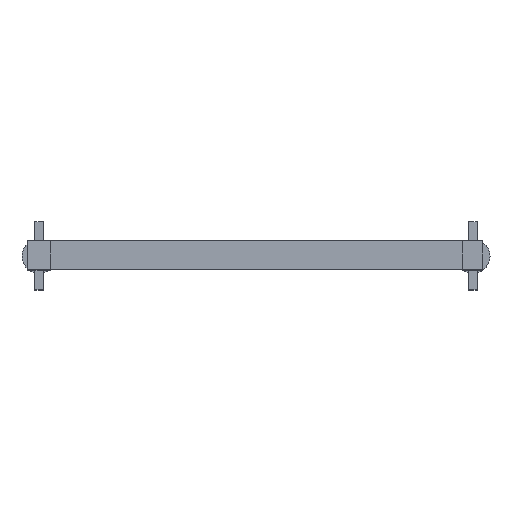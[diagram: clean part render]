
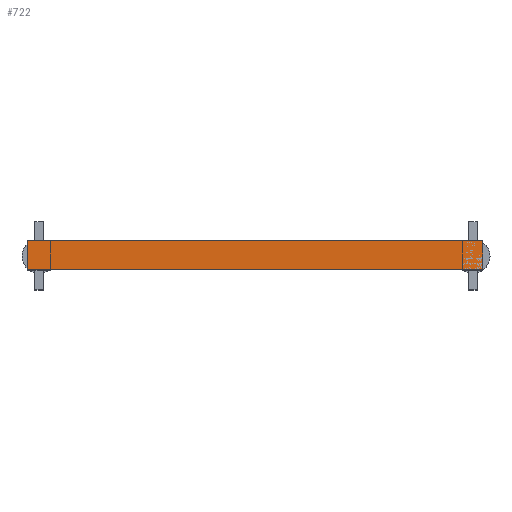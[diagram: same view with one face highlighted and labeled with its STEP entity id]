
A CAD part, top view. The second image highlights one B-rep face of the part: STEP entity #722.
In plain terms, the highlighted planar face has unit normal (0, 0, 1).
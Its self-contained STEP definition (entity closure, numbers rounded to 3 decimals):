
#408 = VERTEX_POINT('',#409);
#409 = CARTESIAN_POINT('',(0.,0.,0.8));
#416 = PLANE('',#417);
#417 = AXIS2_PLACEMENT_3D('',#418,#419,#420);
#418 = CARTESIAN_POINT('',(0.,0.,0.));
#419 = DIRECTION('',(1.,0.,-0.));
#420 = DIRECTION('',(0.,0.,1.));
#428 = PLANE('',#429);
#429 = AXIS2_PLACEMENT_3D('',#430,#431,#432);
#430 = CARTESIAN_POINT('',(0.,0.,0.));
#431 = DIRECTION('',(-0.,1.,0.));
#432 = DIRECTION('',(0.,0.,1.));
#469 = VERTEX_POINT('',#470);
#470 = CARTESIAN_POINT('',(0.,1.,0.8));
#484 = PLANE('',#485);
#485 = AXIS2_PLACEMENT_3D('',#486,#487,#488);
#486 = CARTESIAN_POINT('',(0.,1.,0.));
#487 = DIRECTION('',(-0.,1.,0.));
#488 = DIRECTION('',(0.,0.,1.));
#496 = EDGE_CURVE('',#408,#469,#497,.T.);
#497 = SURFACE_CURVE('',#498,(#502,#509),.PCURVE_S1.);
#498 = LINE('',#499,#500);
#499 = CARTESIAN_POINT('',(0.,0.,0.8));
#500 = VECTOR('',#501,1.);
#501 = DIRECTION('',(-0.,1.,0.));
#502 = PCURVE('',#416,#503);
#503 = DEFINITIONAL_REPRESENTATION('',(#504),#508);
#504 = LINE('',#505,#506);
#505 = CARTESIAN_POINT('',(0.8,0.));
#506 = VECTOR('',#507,1.);
#507 = DIRECTION('',(0.,-1.));
#508 = ( GEOMETRIC_REPRESENTATION_CONTEXT(2) 
PARAMETRIC_REPRESENTATION_CONTEXT() REPRESENTATION_CONTEXT('2D SPACE',''
  ) );
#509 = PCURVE('',#510,#515);
#510 = PLANE('',#511);
#511 = AXIS2_PLACEMENT_3D('',#512,#513,#514);
#512 = CARTESIAN_POINT('',(0.,0.,0.8));
#513 = DIRECTION('',(0.,0.,1.));
#514 = DIRECTION('',(1.,0.,-0.));
#515 = DEFINITIONAL_REPRESENTATION('',(#516),#520);
#516 = LINE('',#517,#518);
#517 = CARTESIAN_POINT('',(0.,0.));
#518 = VECTOR('',#519,1.);
#519 = DIRECTION('',(0.,1.));
#520 = ( GEOMETRIC_REPRESENTATION_CONTEXT(2) 
PARAMETRIC_REPRESENTATION_CONTEXT() REPRESENTATION_CONTEXT('2D SPACE',''
  ) );
#528 = VERTEX_POINT('',#529);
#529 = CARTESIAN_POINT('',(16.,0.,0.8));
#536 = PLANE('',#537);
#537 = AXIS2_PLACEMENT_3D('',#538,#539,#540);
#538 = CARTESIAN_POINT('',(16.,0.,0.));
#539 = DIRECTION('',(1.,0.,-0.));
#540 = DIRECTION('',(0.,0.,1.));
#579 = VERTEX_POINT('',#580);
#580 = CARTESIAN_POINT('',(16.,1.,0.8));
#601 = EDGE_CURVE('',#528,#579,#602,.T.);
#602 = SURFACE_CURVE('',#603,(#607,#614),.PCURVE_S1.);
#603 = LINE('',#604,#605);
#604 = CARTESIAN_POINT('',(16.,0.,0.8));
#605 = VECTOR('',#606,1.);
#606 = DIRECTION('',(0.,1.,0.));
#607 = PCURVE('',#536,#608);
#608 = DEFINITIONAL_REPRESENTATION('',(#609),#613);
#609 = LINE('',#610,#611);
#610 = CARTESIAN_POINT('',(0.8,0.));
#611 = VECTOR('',#612,1.);
#612 = DIRECTION('',(0.,-1.));
#613 = ( GEOMETRIC_REPRESENTATION_CONTEXT(2) 
PARAMETRIC_REPRESENTATION_CONTEXT() REPRESENTATION_CONTEXT('2D SPACE',''
  ) );
#614 = PCURVE('',#510,#615);
#615 = DEFINITIONAL_REPRESENTATION('',(#616),#620);
#616 = LINE('',#617,#618);
#617 = CARTESIAN_POINT('',(16.,0.));
#618 = VECTOR('',#619,1.);
#619 = DIRECTION('',(0.,1.));
#620 = ( GEOMETRIC_REPRESENTATION_CONTEXT(2) 
PARAMETRIC_REPRESENTATION_CONTEXT() REPRESENTATION_CONTEXT('2D SPACE',''
  ) );
#647 = EDGE_CURVE('',#408,#528,#648,.T.);
#648 = SURFACE_CURVE('',#649,(#653,#660),.PCURVE_S1.);
#649 = LINE('',#650,#651);
#650 = CARTESIAN_POINT('',(0.,0.,0.8));
#651 = VECTOR('',#652,1.);
#652 = DIRECTION('',(1.,0.,-0.));
#653 = PCURVE('',#428,#654);
#654 = DEFINITIONAL_REPRESENTATION('',(#655),#659);
#655 = LINE('',#656,#657);
#656 = CARTESIAN_POINT('',(0.8,0.));
#657 = VECTOR('',#658,1.);
#658 = DIRECTION('',(0.,1.));
#659 = ( GEOMETRIC_REPRESENTATION_CONTEXT(2) 
PARAMETRIC_REPRESENTATION_CONTEXT() REPRESENTATION_CONTEXT('2D SPACE',''
  ) );
#660 = PCURVE('',#510,#661);
#661 = DEFINITIONAL_REPRESENTATION('',(#662),#666);
#662 = LINE('',#663,#664);
#663 = CARTESIAN_POINT('',(0.,0.));
#664 = VECTOR('',#665,1.);
#665 = DIRECTION('',(1.,0.));
#666 = ( GEOMETRIC_REPRESENTATION_CONTEXT(2) 
PARAMETRIC_REPRESENTATION_CONTEXT() REPRESENTATION_CONTEXT('2D SPACE',''
  ) );
#694 = EDGE_CURVE('',#469,#579,#695,.T.);
#695 = SURFACE_CURVE('',#696,(#700,#707),.PCURVE_S1.);
#696 = LINE('',#697,#698);
#697 = CARTESIAN_POINT('',(0.,1.,0.8));
#698 = VECTOR('',#699,1.);
#699 = DIRECTION('',(1.,0.,-0.));
#700 = PCURVE('',#484,#701);
#701 = DEFINITIONAL_REPRESENTATION('',(#702),#706);
#702 = LINE('',#703,#704);
#703 = CARTESIAN_POINT('',(0.8,0.));
#704 = VECTOR('',#705,1.);
#705 = DIRECTION('',(0.,1.));
#706 = ( GEOMETRIC_REPRESENTATION_CONTEXT(2) 
PARAMETRIC_REPRESENTATION_CONTEXT() REPRESENTATION_CONTEXT('2D SPACE',''
  ) );
#707 = PCURVE('',#510,#708);
#708 = DEFINITIONAL_REPRESENTATION('',(#709),#713);
#709 = LINE('',#710,#711);
#710 = CARTESIAN_POINT('',(0.,1.));
#711 = VECTOR('',#712,1.);
#712 = DIRECTION('',(1.,0.));
#713 = ( GEOMETRIC_REPRESENTATION_CONTEXT(2) 
PARAMETRIC_REPRESENTATION_CONTEXT() REPRESENTATION_CONTEXT('2D SPACE',''
  ) );
#722 = ADVANCED_FACE('',(#723),#510,.T.);
#723 = FACE_BOUND('',#724,.T.);
#724 = EDGE_LOOP('',(#725,#726,#727,#728));
#725 = ORIENTED_EDGE('',*,*,#496,.F.);
#726 = ORIENTED_EDGE('',*,*,#647,.T.);
#727 = ORIENTED_EDGE('',*,*,#601,.T.);
#728 = ORIENTED_EDGE('',*,*,#694,.F.);
